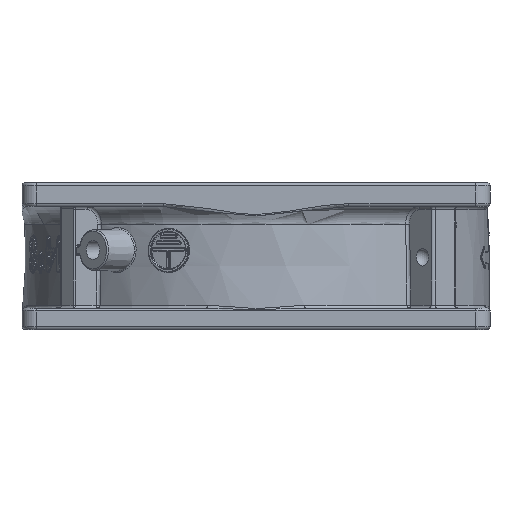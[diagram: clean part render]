
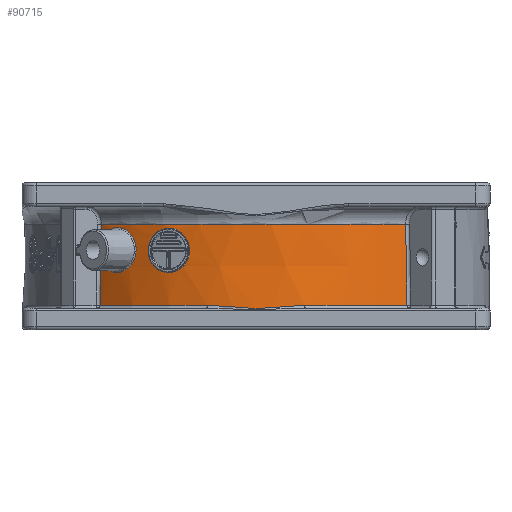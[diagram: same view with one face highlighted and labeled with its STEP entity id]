
A CAD part, front view. The second image highlights one B-rep face of the part: STEP entity #90715.
In plain terms, the highlighted conical face has half-angle 1.2 degrees and reference radius 39.8 mm.
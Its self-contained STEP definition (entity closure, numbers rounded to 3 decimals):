
#4003=CONICAL_SURFACE('',#97082,39.8,0.021);
#4063=FACE_BOUND('',#16443,.T.);
#5289=B_SPLINE_CURVE_WITH_KNOTS('',3,(#129160,#129161,#129162,#129163,#129164,
#129165,#129166,#129167,#129168,#129169,#129170,#129171),.UNSPECIFIED.,
 .F.,.F.,(4,1,1,1,1,1,1,1,1,4),(-2.169,-2.014,-1.859,
-1.55,-1.24,-0.93,-0.62,
-0.31,-0.155,0.),.UNSPECIFIED.);
#5296=B_SPLINE_CURVE_WITH_KNOTS('',3,(#129281,#129282,#129283,#129284),
 .UNSPECIFIED.,.F.,.F.,(4,4),(-1.701,-0.889),
 .UNSPECIFIED.);
#5310=B_SPLINE_CURVE_WITH_KNOTS('',3,(#129718,#129719,#129720,#129721),
 .UNSPECIFIED.,.F.,.F.,(4,4),(-0.306,0.),.UNSPECIFIED.);
#5311=B_SPLINE_CURVE_WITH_KNOTS('',3,(#129727,#129728,#129729,#129730,#129731,
#129732,#129733,#129734,#129735),.UNSPECIFIED.,.F.,.F.,(4,1,1,1,1,1,4),
(-1.713,-1.224,-0.979,-0.857,
-0.734,-0.245,0.),.UNSPECIFIED.);
#5312=B_SPLINE_CURVE_WITH_KNOTS('',3,(#129739,#129740,#129741,#129742),
 .UNSPECIFIED.,.F.,.F.,(4,4),(-1.515,-0.12),
 .UNSPECIFIED.);
#5313=B_SPLINE_CURVE_WITH_KNOTS('',3,(#129745,#129746,#129747,#129748,#129749,
#129750,#129751,#129752,#129753,#129754,#129755,#129756,#129757,#129758),
 .UNSPECIFIED.,.T.,.F.,(4,1,1,1,1,1,1,1,1,1,1,4),(-2.262,-2.1,
-1.938,-1.777,-1.615,-1.292,
-0.969,-0.646,-0.485,-0.323,
-0.162,0.),.UNSPECIFIED.);
#10719=FACE_OUTER_BOUND('',#16442,.T.);
#16442=EDGE_LOOP('',(#62766,#62767,#62768,#62769,#62770,#62771,#62772,#62773));
#16443=EDGE_LOOP('',(#62774));
#35402=CIRCLE('',#97083,40.242);
#35403=CIRCLE('',#97084,40.242);
#35404=CIRCLE('',#97085,39.95);
#37897=VERTEX_POINT('',#129157);
#37898=VERTEX_POINT('',#129159);
#37900=VERTEX_POINT('',#129279);
#37936=VERTEX_POINT('',#129717);
#37937=VERTEX_POINT('',#129724);
#37938=VERTEX_POINT('',#129726);
#37939=VERTEX_POINT('',#129736);
#37940=VERTEX_POINT('',#129738);
#37941=VERTEX_POINT('',#129744);
#47343=EDGE_CURVE('',#37897,#37898,#5289,.T.);
#47352=EDGE_CURVE('',#37900,#37897,#5296,.T.);
#47414=EDGE_CURVE('',#37898,#37936,#5310,.T.);
#47416=EDGE_CURVE('',#37937,#37900,#35402,.T.);
#47417=EDGE_CURVE('',#37938,#37937,#5311,.T.);
#47418=EDGE_CURVE('',#37939,#37938,#35403,.T.);
#47419=EDGE_CURVE('',#37940,#37939,#5312,.T.);
#47420=EDGE_CURVE('',#37936,#37940,#35404,.T.);
#47421=EDGE_CURVE('',#37941,#37941,#5313,.T.);
#62766=ORIENTED_EDGE('',*,*,#47343,.F.);
#62767=ORIENTED_EDGE('',*,*,#47352,.F.);
#62768=ORIENTED_EDGE('',*,*,#47416,.F.);
#62769=ORIENTED_EDGE('',*,*,#47417,.F.);
#62770=ORIENTED_EDGE('',*,*,#47418,.F.);
#62771=ORIENTED_EDGE('',*,*,#47419,.F.);
#62772=ORIENTED_EDGE('',*,*,#47420,.F.);
#62773=ORIENTED_EDGE('',*,*,#47414,.F.);
#62774=ORIENTED_EDGE('',*,*,#47421,.F.);
#90715=ADVANCED_FACE('',(#10719,#4063),#4003,.T.);
#97082=AXIS2_PLACEMENT_3D('',#129723,#103908,#103909);
#97083=AXIS2_PLACEMENT_3D('',#129725,#103910,#103911);
#97084=AXIS2_PLACEMENT_3D('',#129737,#103912,#103913);
#97085=AXIS2_PLACEMENT_3D('',#129743,#103914,#103915);
#103908=DIRECTION('center_axis',(0.,0.,-1.));
#103909=DIRECTION('ref_axis',(-1.,0.,0.));
#103910=DIRECTION('center_axis',(0.,0.,-1.));
#103911=DIRECTION('ref_axis',(-0.423,-0.906,0.));
#103912=DIRECTION('center_axis',(0.,0.,-1.));
#103913=DIRECTION('ref_axis',(0.41,-0.912,0.));
#103914=DIRECTION('center_axis',(0.,0.,1.));
#103915=DIRECTION('ref_axis',(-0.014,-1.,0.));
#129157=CARTESIAN_POINT('',(-26.757,-29.83,12.311));
#129159=CARTESIAN_POINT('',(-26.716,-29.789,15.082));
#129160=CARTESIAN_POINT('Ctrl Pts',(-26.757,-29.83,
12.311));
#129161=CARTESIAN_POINT('Ctrl Pts',(-26.627,-29.96,
11.828));
#129162=CARTESIAN_POINT('Ctrl Pts',(-26.221,-30.346,
10.941));
#129163=CARTESIAN_POINT('Ctrl Pts',(-24.918,-31.479,
9.734));
#129164=CARTESIAN_POINT('Ctrl Pts',(-22.711,-33.134,
9.709));
#129165=CARTESIAN_POINT('Ctrl Pts',(-20.619,-34.371,
12.008));
#129166=CARTESIAN_POINT('Ctrl Pts',(-20.558,-34.325,
15.376));
#129167=CARTESIAN_POINT('Ctrl Pts',(-22.595,-33.009,
17.691));
#129168=CARTESIAN_POINT('Ctrl Pts',(-24.804,-31.358,
17.655));
#129169=CARTESIAN_POINT('Ctrl Pts',(-26.139,-30.264,
16.451));
#129170=CARTESIAN_POINT('Ctrl Pts',(-26.572,-29.904,
15.564));
#129171=CARTESIAN_POINT('Ctrl Pts',(-26.716,-29.789,
15.082));
#129279=CARTESIAN_POINT('',(-26.877,-29.951,4.19));
#129281=CARTESIAN_POINT('Ctrl Pts',(-26.877,-29.951,
4.19));
#129282=CARTESIAN_POINT('Ctrl Pts',(-26.837,-29.91,
6.897));
#129283=CARTESIAN_POINT('Ctrl Pts',(-26.797,-29.87,
9.604));
#129284=CARTESIAN_POINT('Ctrl Pts',(-26.757,-29.83,
12.311));
#129717=CARTESIAN_POINT('',(-26.671,-29.744,18.137));
#129718=CARTESIAN_POINT('Ctrl Pts',(-26.716,-29.789,
15.082));
#129719=CARTESIAN_POINT('Ctrl Pts',(-26.701,-29.774,
16.101));
#129720=CARTESIAN_POINT('Ctrl Pts',(-26.686,-29.759,
17.119));
#129721=CARTESIAN_POINT('Ctrl Pts',(-26.671,-29.744,
18.137));
#129723=CARTESIAN_POINT('Origin',(0.,0.,25.3));
#129724=CARTESIAN_POINT('',(-8.375,-39.361,4.19));
#129725=CARTESIAN_POINT('Origin',(0.,0.,4.19));
#129726=CARTESIAN_POINT('',(8.375,-39.361,4.19));
#129727=CARTESIAN_POINT('Ctrl Pts',(8.375,-39.361,
4.19));
#129728=CARTESIAN_POINT('Ctrl Pts',(6.799,-39.696,
4.19));
#129729=CARTESIAN_POINT('Ctrl Pts',(4.413,-40.061,
3.952));
#129730=CARTESIAN_POINT('Ctrl Pts',(1.612,-40.235,
3.664));
#129731=CARTESIAN_POINT('Ctrl Pts',(0.,-40.261,
3.602));
#129732=CARTESIAN_POINT('Ctrl Pts',(-2.417,-40.222,
3.7));
#129733=CARTESIAN_POINT('Ctrl Pts',(-5.208,-39.963,
4.077));
#129734=CARTESIAN_POINT('Ctrl Pts',(-7.587,-39.529,
4.19));
#129735=CARTESIAN_POINT('Ctrl Pts',(-8.375,-39.361,
4.19));
#129736=CARTESIAN_POINT('',(26.019,-30.699,4.19));
#129737=CARTESIAN_POINT('Origin',(0.,0.,4.19));
#129738=CARTESIAN_POINT('',(25.812,-30.491,18.137));
#129739=CARTESIAN_POINT('Ctrl Pts',(25.812,-30.491,
18.137));
#129740=CARTESIAN_POINT('Ctrl Pts',(25.881,-30.561,
13.488));
#129741=CARTESIAN_POINT('Ctrl Pts',(25.95,-30.63,8.839));
#129742=CARTESIAN_POINT('Ctrl Pts',(26.019,-30.699,
4.19));
#129743=CARTESIAN_POINT('Origin',(0.,0.,18.137));
#129744=CARTESIAN_POINT('',(-11.456,-38.37,13.648));
#129745=CARTESIAN_POINT('Ctrl Pts',(-11.456,-38.37,
13.648));
#129746=CARTESIAN_POINT('Ctrl Pts',(-11.452,-38.359,
14.224));
#129747=CARTESIAN_POINT('Ctrl Pts',(-11.699,-38.261,
15.375));
#129748=CARTESIAN_POINT('Ctrl Pts',(-12.745,-37.902,
16.761));
#129749=CARTESIAN_POINT('Ctrl Pts',(-14.24,-37.352,
17.523));
#129750=CARTESIAN_POINT('Ctrl Pts',(-16.431,-36.466,
17.533));
#129751=CARTESIAN_POINT('Ctrl Pts',(-18.67,-35.386,
15.549));
#129752=CARTESIAN_POINT('Ctrl Pts',(-18.69,-35.467,
11.717));
#129753=CARTESIAN_POINT('Ctrl Pts',(-16.48,-36.624,
9.749));
#129754=CARTESIAN_POINT('Ctrl Pts',(-14.287,-37.508,
9.768));
#129755=CARTESIAN_POINT('Ctrl Pts',(-12.783,-38.027,
10.533));
#129756=CARTESIAN_POINT('Ctrl Pts',(-11.72,-38.331,
11.921));
#129757=CARTESIAN_POINT('Ctrl Pts',(-11.459,-38.382,
13.071));
#129758=CARTESIAN_POINT('Ctrl Pts',(-11.456,-38.37,
13.648));
